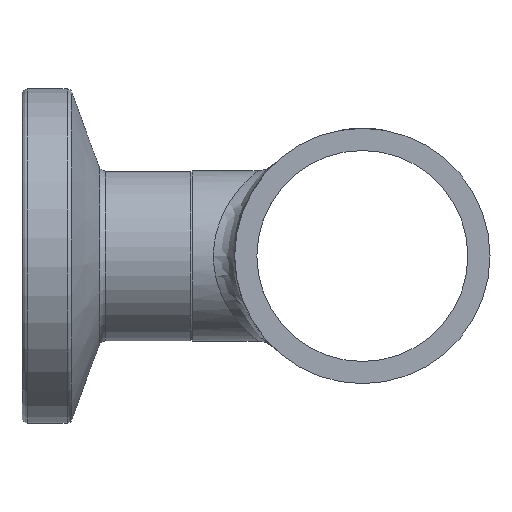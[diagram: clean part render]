
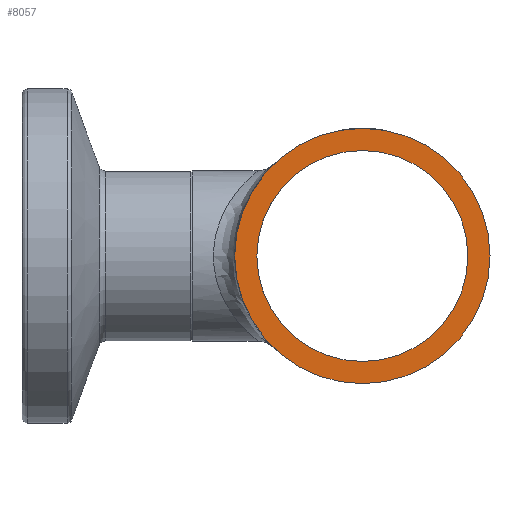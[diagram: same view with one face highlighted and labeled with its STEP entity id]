
A CAD part, left-side view. The second image highlights one B-rep face of the part: STEP entity #8057.
In plain terms, the highlighted planar face has unit normal (-1, 0, 0).
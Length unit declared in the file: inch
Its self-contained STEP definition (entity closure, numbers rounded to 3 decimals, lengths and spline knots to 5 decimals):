
#170=FACE_BOUND('',#1511,.T.);
#171=FACE_BOUND('',#1512,.T.);
#367=PLANE('',#8540);
#1511=EDGE_LOOP('',(#7498));
#1512=EDGE_LOOP('',(#7499));
#2752=CIRCLE('',#8491,0.375);
#2772=CIRCLE('',#8539,0.31);
#3939=VERTEX_POINT('',#17451);
#3961=VERTEX_POINT('',#17715);
#5118=EDGE_CURVE('',#3939,#3939,#2752,.T.);
#5141=EDGE_CURVE('',#3961,#3961,#2772,.T.);
#7498=ORIENTED_EDGE('',*,*,#5141,.T.);
#7499=ORIENTED_EDGE('',*,*,#5118,.F.);
#8057=ADVANCED_FACE('',(#170,#171),#367,.T.);
#8491=AXIS2_PLACEMENT_3D('',#17452,#9957,#9958);
#8539=AXIS2_PLACEMENT_3D('',#17716,#10053,#10054);
#8540=AXIS2_PLACEMENT_3D('',#17717,#10055,#10056);
#9957=DIRECTION('center_axis',(1.,0.,0.));
#9958=DIRECTION('ref_axis',(0.,-1.,0.));
#10053=DIRECTION('center_axis',(1.,0.,0.));
#10054=DIRECTION('ref_axis',(0.,0.,
-1.));
#10055=DIRECTION('center_axis',(-1.,0.,0.));
#10056=DIRECTION('ref_axis',(0.,0.,1.));
#17451=CARTESIAN_POINT('',(-2.,0.375,0.));
#17452=CARTESIAN_POINT('Origin',(-2.,0.,0.));
#17715=CARTESIAN_POINT('',(-2.,0.,0.31));
#17716=CARTESIAN_POINT('Origin',(-2.,0.,0.));
#17717=CARTESIAN_POINT('Origin',(-2.,0.,0.));
